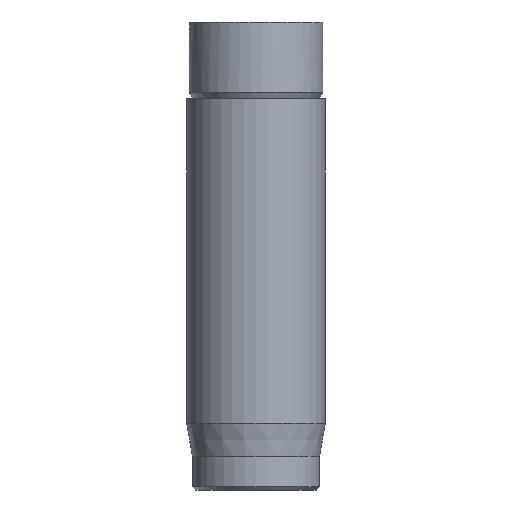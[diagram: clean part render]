
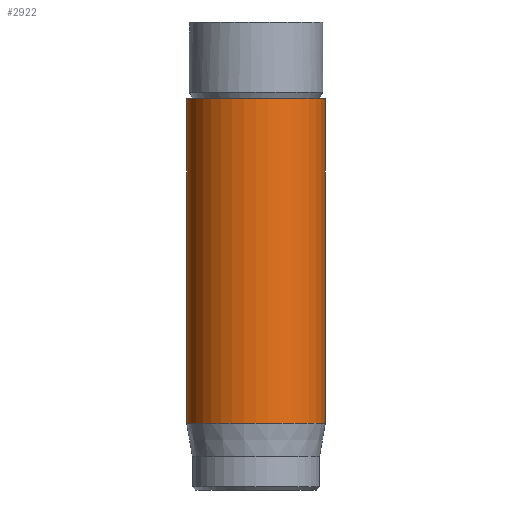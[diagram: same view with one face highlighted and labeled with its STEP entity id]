
A CAD part, front view. The second image highlights one B-rep face of the part: STEP entity #2922.
In plain terms, the highlighted cylindrical face has radius 2.075 mm (diameter 4.15 mm), a full revolution.
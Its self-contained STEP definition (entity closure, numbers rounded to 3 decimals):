
#408=CYLINDRICAL_SURFACE('',#3165,2.075);
#421=FACE_OUTER_BOUND('',#593,.T.);
#593=EDGE_LOOP('',(#2040,#2041,#2042,#2043,#2044));
#774=LINE('',#3725,#997);
#997=VECTOR('',#3307,2.075);
#1217=CIRCLE('',#3147,2.075);
#1226=CIRCLE('',#3163,2.075);
#1227=CIRCLE('',#3164,2.075);
#1243=VERTEX_POINT('',#3689);
#1252=VERTEX_POINT('',#3719);
#1253=VERTEX_POINT('',#3720);
#1547=EDGE_CURVE('',#1243,#1243,#1217,.T.);
#1561=EDGE_CURVE('',#1252,#1253,#1226,.T.);
#1562=EDGE_CURVE('',#1253,#1252,#1227,.T.);
#1564=EDGE_CURVE('',#1243,#1252,#774,.T.);
#2040=ORIENTED_EDGE('',*,*,#1547,.T.);
#2041=ORIENTED_EDGE('',*,*,#1564,.T.);
#2042=ORIENTED_EDGE('',*,*,#1561,.T.);
#2043=ORIENTED_EDGE('',*,*,#1562,.T.);
#2044=ORIENTED_EDGE('',*,*,#1564,.F.);
#2922=ADVANCED_FACE('',(#421),#408,.T.);
#3147=AXIS2_PLACEMENT_3D('',#3690,#3263,#3264);
#3163=AXIS2_PLACEMENT_3D('',#3721,#3300,#3301);
#3164=AXIS2_PLACEMENT_3D('',#3722,#3302,#3303);
#3165=AXIS2_PLACEMENT_3D('',#3724,#3305,#3306);
#3263=DIRECTION('center_axis',(0.,0.,-1.));
#3264=DIRECTION('ref_axis',(-1.,0.,0.));
#3300=DIRECTION('center_axis',(0.,0.,1.));
#3301=DIRECTION('ref_axis',(-1.,0.,0.));
#3302=DIRECTION('center_axis',(0.,0.,1.));
#3303=DIRECTION('ref_axis',(-1.,0.,0.));
#3305=DIRECTION('center_axis',(0.,0.,1.));
#3306=DIRECTION('ref_axis',(-1.,0.,0.));
#3307=DIRECTION('',(0.,0.,-1.));
#3689=CARTESIAN_POINT('',(2.075,0.,11.7));
#3690=CARTESIAN_POINT('Origin',(0.,0.,11.7));
#3719=CARTESIAN_POINT('',(2.075,0.,1.992));
#3720=CARTESIAN_POINT('',(-2.075,0.,1.992));
#3721=CARTESIAN_POINT('Origin',(0.,0.,1.992));
#3722=CARTESIAN_POINT('Origin',(0.,0.,1.992));
#3724=CARTESIAN_POINT('Origin',(0.,0.,0.));
#3725=CARTESIAN_POINT('',(2.075,0.,0.));
